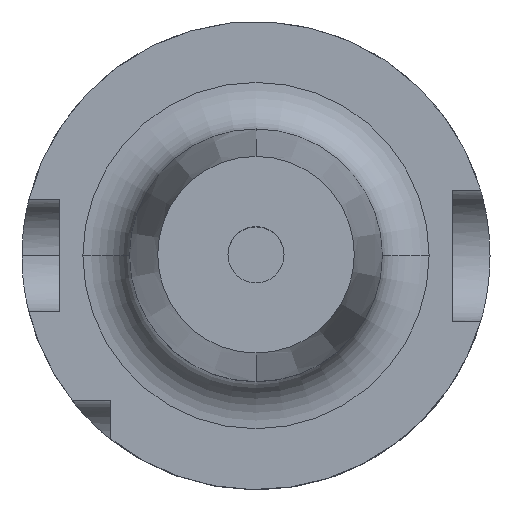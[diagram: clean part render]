
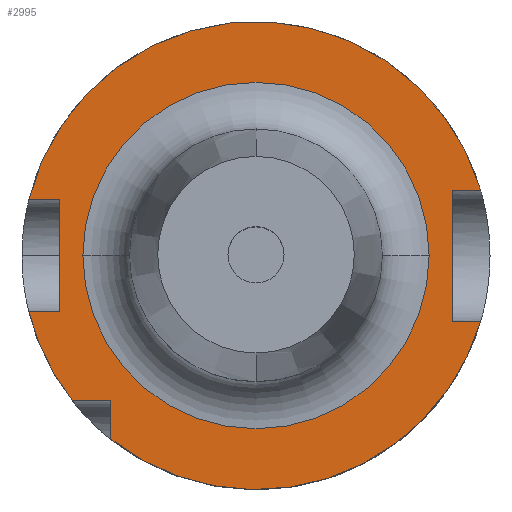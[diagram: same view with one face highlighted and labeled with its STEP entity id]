
A CAD part, top view. The second image highlights one B-rep face of the part: STEP entity #2995.
In plain terms, the highlighted planar face has unit normal (0, 0, 1).
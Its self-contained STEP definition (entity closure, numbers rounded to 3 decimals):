
#40 = EDGE_CURVE ( 'NONE', #298, #2444, #1454, .T. ) ;
#119 = ORIENTED_EDGE ( 'NONE', *, *, #2101, .T. ) ;
#133 = AXIS2_PLACEMENT_3D ( 'NONE', #436, #1123, #888 ) ;
#176 = CIRCLE ( 'NONE', #1895, 18.5 ) ;
#211 = FACE_OUTER_BOUND ( 'NONE', #1221, .T. ) ;
#277 = DIRECTION ( 'NONE',  ( 0., -1., 0. ) ) ;
#293 = VECTOR ( 'NONE', #1470, 1000. ) ;
#296 = VERTEX_POINT ( 'NONE', #2396 ) ;
#298 = VERTEX_POINT ( 'NONE', #2916 ) ;
#308 = EDGE_LOOP ( 'NONE', ( #2241, #2118 ) ) ;
#333 = EDGE_CURVE ( 'NONE', #2856, #2675, #1328, .T. ) ;
#368 = ORIENTED_EDGE ( 'NONE', *, *, #333, .F. ) ;
#369 = VECTOR ( 'NONE', #1622, 1000. ) ;
#404 = AXIS2_PLACEMENT_3D ( 'NONE', #1851, #2555, #2817 ) ;
#436 = CARTESIAN_POINT ( 'NONE',  ( 0., 0., 26. ) ) ;
#437 = CARTESIAN_POINT ( 'NONE',  ( 24., 7., 26. ) ) ;
#471 = EDGE_CURVE ( 'NONE', #685, #2213, #3114, .T. ) ;
#478 = LINE ( 'NONE', #3068, #2345 ) ;
#497 = CARTESIAN_POINT ( 'NONE',  ( -15.5, -15.5, 26. ) ) ;
#519 = VERTEX_POINT ( 'NONE', #2676 ) ;
#559 = EDGE_CURVE ( 'NONE', #612, #685, #2965, .T. ) ;
#570 = DIRECTION ( 'NONE',  ( 0., 0., -1. ) ) ;
#597 = ORIENTED_EDGE ( 'NONE', *, *, #471, .T. ) ;
#612 = VERTEX_POINT ( 'NONE', #2857 ) ;
#646 = DIRECTION ( 'NONE',  ( 1., 0., 0. ) ) ;
#679 = AXIS2_PLACEMENT_3D ( 'NONE', #2276, #2247, #2487 ) ;
#682 = CARTESIAN_POINT ( 'NONE',  ( 21., -7., 26. ) ) ;
#685 = VERTEX_POINT ( 'NONE', #970 ) ;
#691 = CARTESIAN_POINT ( 'NONE',  ( 31., 7., 26. ) ) ;
#708 = VERTEX_POINT ( 'NONE', #1189 ) ;
#729 = CARTESIAN_POINT ( 'NONE',  ( 21., 7., 26. ) ) ;
#792 = ORIENTED_EDGE ( 'NONE', *, *, #1450, .F. ) ;
#799 = EDGE_CURVE ( 'NONE', #2444, #708, #1169, .T. ) ;
#854 = VECTOR ( 'NONE', #992, 1000. ) ;
#856 = PLANE ( 'NONE',  #404 ) ;
#888 = DIRECTION ( 'NONE',  ( 1., 0., 0. ) ) ;
#970 = CARTESIAN_POINT ( 'NONE',  ( -21., 6., 26. ) ) ;
#992 = DIRECTION ( 'NONE',  ( 0., -1., 0. ) ) ;
#1021 = VECTOR ( 'NONE', #277, 1000. ) ;
#1023 = AXIS2_PLACEMENT_3D ( 'NONE', #2041, #570, #2286 ) ;
#1029 = VECTOR ( 'NONE', #1437, 1000. ) ;
#1042 = EDGE_CURVE ( 'NONE', #2856, #612, #1634, .T. ) ;
#1123 = DIRECTION ( 'NONE',  ( 0., 0., 1. ) ) ;
#1130 = VECTOR ( 'NONE', #1894, 1000. ) ;
#1169 = LINE ( 'NONE', #2257, #1021 ) ;
#1189 = CARTESIAN_POINT ( 'NONE',  ( -15.5, -19.615, 26. ) ) ;
#1221 = EDGE_LOOP ( 'NONE', ( #2803, #1735, #2694, #119, #1762, #2975, #368, #1803, #1416, #597, #792 ) ) ;
#1223 = CARTESIAN_POINT ( 'NONE',  ( 31., -7., 26. ) ) ;
#1312 = CIRCLE ( 'NONE', #133, 25. ) ;
#1328 = LINE ( 'NONE', #691, #293 ) ;
#1344 = DIRECTION ( 'NONE',  ( 0., 0., -1. ) ) ;
#1377 = CARTESIAN_POINT ( 'NONE',  ( -31., 6., 26. ) ) ;
#1389 = EDGE_CURVE ( 'NONE', #2675, #1417, #2416, .T. ) ;
#1416 = ORIENTED_EDGE ( 'NONE', *, *, #559, .T. ) ;
#1417 = VERTEX_POINT ( 'NONE', #682 ) ;
#1421 = CARTESIAN_POINT ( 'NONE',  ( -21., -6., 26. ) ) ;
#1437 = DIRECTION ( 'NONE',  ( 1., 0., 0. ) ) ;
#1439 = CARTESIAN_POINT ( 'NONE',  ( 0., 0., 26. ) ) ;
#1450 = EDGE_CURVE ( 'NONE', #519, #2213, #478, .T. ) ;
#1454 = LINE ( 'NONE', #2656, #1029 ) ;
#1470 = DIRECTION ( 'NONE',  ( -1., 0., 0. ) ) ;
#1495 = CARTESIAN_POINT ( 'NONE',  ( 18.5, 0., 26. ) ) ;
#1511 = EDGE_CURVE ( 'NONE', #2606, #1417, #2486, .T. ) ;
#1622 = DIRECTION ( 'NONE',  ( 1., 0., 0. ) ) ;
#1634 = CIRCLE ( 'NONE', #1860, 25. ) ;
#1694 = DIRECTION ( 'NONE',  ( 1., 0., 0. ) ) ;
#1735 = ORIENTED_EDGE ( 'NONE', *, *, #40, .T. ) ;
#1762 = ORIENTED_EDGE ( 'NONE', *, *, #1511, .T. ) ;
#1782 = CARTESIAN_POINT ( 'NONE',  ( -21., -6., 26. ) ) ;
#1803 = ORIENTED_EDGE ( 'NONE', *, *, #1042, .T. ) ;
#1851 = CARTESIAN_POINT ( 'NONE',  ( 0., 25., 26. ) ) ;
#1860 = AXIS2_PLACEMENT_3D ( 'NONE', #1439, #2377, #1694 ) ;
#1875 = VECTOR ( 'NONE', #2832, 1000. ) ;
#1894 = DIRECTION ( 'NONE',  ( -1., 0., 0. ) ) ;
#1895 = AXIS2_PLACEMENT_3D ( 'NONE', #2804, #1344, #3042 ) ;
#1900 = CIRCLE ( 'NONE', #679, 25. ) ;
#2041 = CARTESIAN_POINT ( 'NONE',  ( 0., 0., 26. ) ) ;
#2074 = FACE_BOUND ( 'NONE', #308, .T. ) ;
#2101 = EDGE_CURVE ( 'NONE', #708, #2606, #1312, .T. ) ;
#2118 = ORIENTED_EDGE ( 'NONE', *, *, #3050, .T. ) ;
#2146 = CIRCLE ( 'NONE', #1023, 18.5 ) ;
#2167 = VERTEX_POINT ( 'NONE', #1495 ) ;
#2172 = EDGE_CURVE ( 'NONE', #519, #298, #1900, .T. ) ;
#2213 = VERTEX_POINT ( 'NONE', #1782 ) ;
#2241 = ORIENTED_EDGE ( 'NONE', *, *, #3066, .T. ) ;
#2247 = DIRECTION ( 'NONE',  ( 0., 0., 1. ) ) ;
#2257 = CARTESIAN_POINT ( 'NONE',  ( -15.5, 25., 26. ) ) ;
#2276 = CARTESIAN_POINT ( 'NONE',  ( 0., 0., 26. ) ) ;
#2286 = DIRECTION ( 'NONE',  ( -1., 0., 0. ) ) ;
#2345 = VECTOR ( 'NONE', #646, 1000. ) ;
#2365 = CARTESIAN_POINT ( 'NONE',  ( 24., -7., 26. ) ) ;
#2377 = DIRECTION ( 'NONE',  ( 0., 0., 1. ) ) ;
#2396 = CARTESIAN_POINT ( 'NONE',  ( -18.5, 0., 26. ) ) ;
#2416 = LINE ( 'NONE', #3022, #1875 ) ;
#2444 = VERTEX_POINT ( 'NONE', #497 ) ;
#2486 = LINE ( 'NONE', #1223, #1130 ) ;
#2487 = DIRECTION ( 'NONE',  ( 1., 0., 0. ) ) ;
#2555 = DIRECTION ( 'NONE',  ( 0., 0., -1. ) ) ;
#2606 = VERTEX_POINT ( 'NONE', #2365 ) ;
#2656 = CARTESIAN_POINT ( 'NONE',  ( 0., -15.5, 26. ) ) ;
#2675 = VERTEX_POINT ( 'NONE', #729 ) ;
#2676 = CARTESIAN_POINT ( 'NONE',  ( -24.269, -6., 26. ) ) ;
#2694 = ORIENTED_EDGE ( 'NONE', *, *, #799, .T. ) ;
#2803 = ORIENTED_EDGE ( 'NONE', *, *, #2172, .T. ) ;
#2804 = CARTESIAN_POINT ( 'NONE',  ( 0., 0., 26. ) ) ;
#2817 = DIRECTION ( 'NONE',  ( -1., 0., 0. ) ) ;
#2832 = DIRECTION ( 'NONE',  ( 0., -1., 0. ) ) ;
#2856 = VERTEX_POINT ( 'NONE', #437 ) ;
#2857 = CARTESIAN_POINT ( 'NONE',  ( -24.269, 6., 26. ) ) ;
#2916 = CARTESIAN_POINT ( 'NONE',  ( -19.615, -15.5, 26. ) ) ;
#2965 = LINE ( 'NONE', #1377, #369 ) ;
#2975 = ORIENTED_EDGE ( 'NONE', *, *, #1389, .F. ) ;
#2995 = ADVANCED_FACE ( 'NONE', ( #2074, #211 ), #856, .F. ) ;
#3022 = CARTESIAN_POINT ( 'NONE',  ( 21., -7., 26. ) ) ;
#3042 = DIRECTION ( 'NONE',  ( -1., 0., 0. ) ) ;
#3050 = EDGE_CURVE ( 'NONE', #2167, #296, #176, .T. ) ;
#3066 = EDGE_CURVE ( 'NONE', #296, #2167, #2146, .T. ) ;
#3068 = CARTESIAN_POINT ( 'NONE',  ( -31., -6., 26. ) ) ;
#3114 = LINE ( 'NONE', #1421, #854 ) ;
